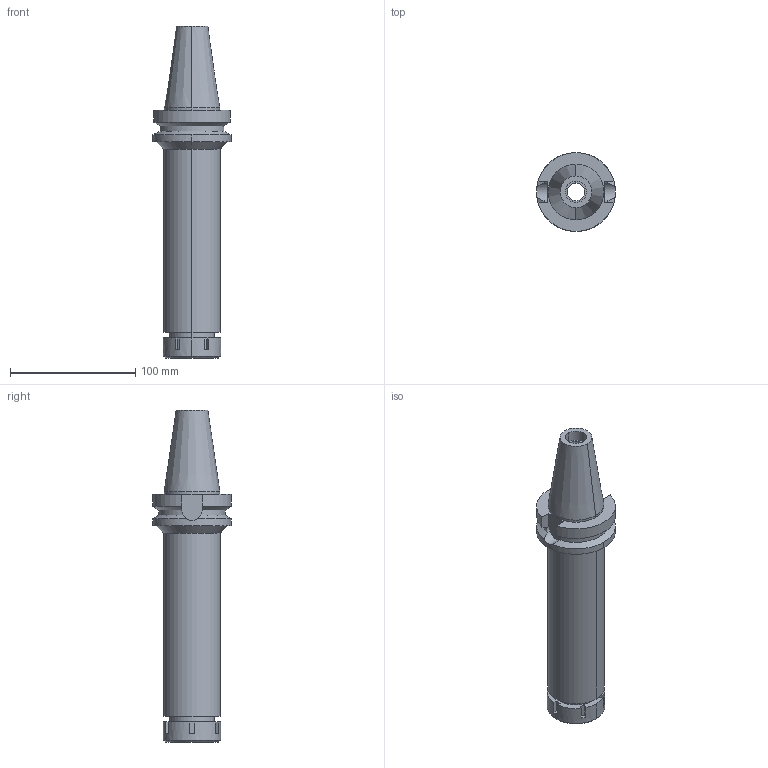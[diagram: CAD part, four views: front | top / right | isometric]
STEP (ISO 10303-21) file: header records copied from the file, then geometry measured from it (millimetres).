
FILE_DESCRIPTION((''),'2;1');
FILE_NAME('BT40NB20200-200_ASM','2018-05-29T',('ykawabe'),(''),'CREO PARAMETRIC BY PTC INC, 2016380','CREO PARAMETRIC BY PTC INC, 2016380','');
FILE_SCHEMA(('AUTOMOTIVE_DESIGN { 1 0 10303 214 1 1 1 1 }'));
Length unit declared in the file: millimetre
Products named in the file (5): BT40-NBS20-200_1; NBC20-20_1; NBN20_1; DXF_TEMP_ASSY_ASM_4_ASM; BT40NB20200-200_ASM
Assembly tree (4 placements, depth 3):
  BT40NB20200-200_ASM
    DXF_TEMP_ASSY_ASM_4_ASM
      BT40-NBS20-200_1
      NBC20-20_1
      NBN20_1
Bounding box: 63 x 63 x 265.4 mm (x, y, z)
Volume: 353742.2 mm3; surface area: 67532.4 mm2
Topology: 3 solids, 3 shells, 108 faces, 267 edges, 179 vertices
Faces by surface type: plane 50, cylinder 40, cone 18
Entity records: 4940 total; most frequent: CARTESIAN_POINT 654, DIRECTION 636, ORIENTED_EDGE 534, PRESENTATION_STYLE_ASSIGNMENT 275, STYLED_ITEM 275, CURVE_STYLE 272, EDGE_CURVE 267, AXIS2_PLACEMENT_3D 253
